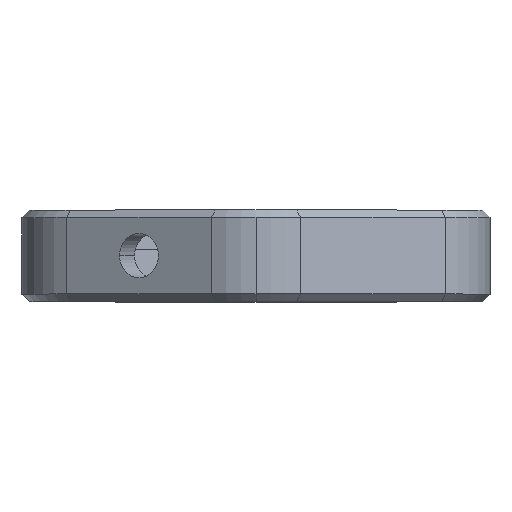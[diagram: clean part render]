
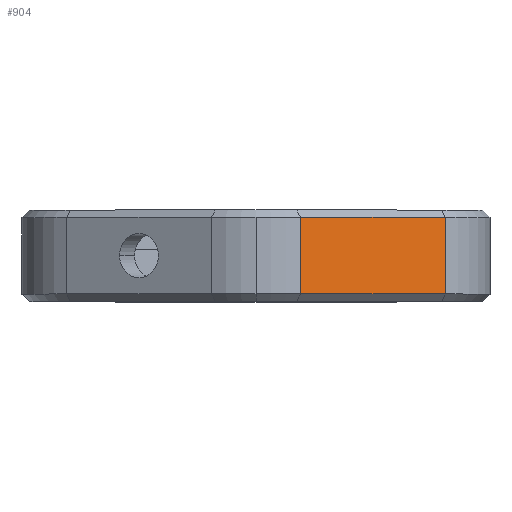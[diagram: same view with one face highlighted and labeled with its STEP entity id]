
A CAD part, top view. The second image highlights one B-rep face of the part: STEP entity #904.
In plain terms, the highlighted planar face has unit normal (0.5, 0, 0.866).
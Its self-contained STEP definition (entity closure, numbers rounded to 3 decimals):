
#80 = CARTESIAN_POINT ( 'NONE',  ( 6., -107.859, 32.909 ) ) ;
#582 = VECTOR ( 'NONE', #2405, 1000. ) ;
#655 = DIRECTION ( 'NONE',  ( 0., 1., 0. ) ) ;
#672 = CARTESIAN_POINT ( 'NONE',  ( 25.5, -107.859, 21.651 ) ) ;
#738 = CARTESIAN_POINT ( 'NONE',  ( 25.5, -6.4, 21.651 ) ) ;
#904 = ADVANCED_FACE ( 'NONE', ( #4096 ), #2234, .T. ) ;
#988 = CARTESIAN_POINT ( 'NONE',  ( 25.5, -6.4, 21.651 ) ) ;
#1374 = VECTOR ( 'NONE', #1485, 1000. ) ;
#1485 = DIRECTION ( 'NONE',  ( 0.866, 0., -0.5 ) ) ;
#1514 = CARTESIAN_POINT ( 'NONE',  ( 25.5, 3.9, 21.651 ) ) ;
#1577 = LINE ( 'NONE', #672, #2510 ) ;
#1629 = EDGE_CURVE ( 'NONE', #1850, #3228, #3734, .T. ) ;
#1665 = LINE ( 'NONE', #4564, #2984 ) ;
#1746 = VERTEX_POINT ( 'NONE', #3188 ) ;
#1850 = VERTEX_POINT ( 'NONE', #1514 ) ;
#2067 = EDGE_CURVE ( 'NONE', #1746, #3228, #1665, .T. ) ;
#2234 = PLANE ( 'NONE',  #3519 ) ;
#2324 = DIRECTION ( 'NONE',  ( 0.866, 0., -0.5 ) ) ;
#2327 = CARTESIAN_POINT ( 'NONE',  ( 6., 3.9, 32.909 ) ) ;
#2369 = DIRECTION ( 'NONE',  ( 0.5, 0., 0.866 ) ) ;
#2405 = DIRECTION ( 'NONE',  ( -0.866, 0., 0.5 ) ) ;
#2464 = ORIENTED_EDGE ( 'NONE', *, *, #3597, .T. ) ;
#2510 = VECTOR ( 'NONE', #655, 1000. ) ;
#2692 = LINE ( 'NONE', #988, #1374 ) ;
#2742 = VERTEX_POINT ( 'NONE', #738 ) ;
#2785 = EDGE_CURVE ( 'NONE', #1746, #2742, #2692, .T. ) ;
#2807 = DIRECTION ( 'NONE',  ( 0., 1., 0. ) ) ;
#2937 = ORIENTED_EDGE ( 'NONE', *, *, #1629, .T. ) ;
#2984 = VECTOR ( 'NONE', #2807, 1000. ) ;
#3112 = CARTESIAN_POINT ( 'NONE',  ( 6., 3.9, 32.909 ) ) ;
#3188 = CARTESIAN_POINT ( 'NONE',  ( 6., -6.4, 32.909 ) ) ;
#3228 = VERTEX_POINT ( 'NONE', #2327 ) ;
#3519 = AXIS2_PLACEMENT_3D ( 'NONE', #80, #2369, #2324 ) ;
#3554 = ORIENTED_EDGE ( 'NONE', *, *, #2067, .F. ) ;
#3597 = EDGE_CURVE ( 'NONE', #2742, #1850, #1577, .T. ) ;
#3734 = LINE ( 'NONE', #3112, #582 ) ;
#3919 = ORIENTED_EDGE ( 'NONE', *, *, #2785, .T. ) ;
#4096 = FACE_OUTER_BOUND ( 'NONE', #4488, .T. ) ;
#4488 = EDGE_LOOP ( 'NONE', ( #3554, #3919, #2464, #2937 ) ) ;
#4564 = CARTESIAN_POINT ( 'NONE',  ( 6., -107.859, 32.909 ) ) ;
